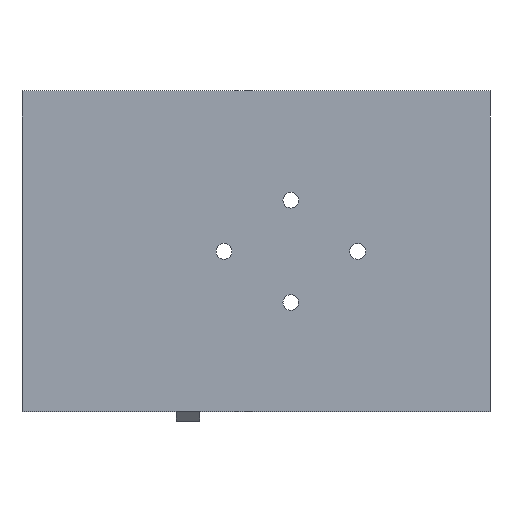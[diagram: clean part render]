
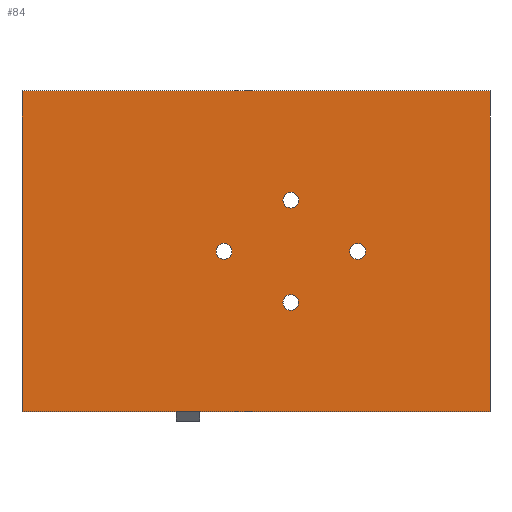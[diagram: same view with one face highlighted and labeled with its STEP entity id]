
A CAD part, front view. The second image highlights one B-rep face of the part: STEP entity #84.
In plain terms, the highlighted planar face has unit normal (0, -1, 0).
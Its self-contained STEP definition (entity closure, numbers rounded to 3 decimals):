
#26 = CIRCLE ( 'NONE', #2208, 1.7 ) ;
#39 = CARTESIAN_POINT ( 'NONE',  ( 42.825, 0., 34.5 ) ) ;
#52 = CARTESIAN_POINT ( 'NONE',  ( 14.375, 0., 0. ) ) ;
#61 = CARTESIAN_POINT ( 'NONE',  ( -57.825, 0., 34.5 ) ) ;
#84 = ADVANCED_FACE ( 'NONE', ( #1347, #1591, #2376, #981, #148 ), #1336, .F. ) ;
#100 = VERTEX_POINT ( 'NONE', #2192 ) ;
#101 = EDGE_CURVE ( 'NONE', #697, #2223, #1616, .T. ) ;
#113 = EDGE_LOOP ( 'NONE', ( #890, #1494, #2120, #556 ) ) ;
#123 = LINE ( 'NONE', #709, #1020 ) ;
#148 = FACE_BOUND ( 'NONE', #1425, .T. ) ;
#185 = VECTOR ( 'NONE', #894, 1000. ) ;
#195 = DIRECTION ( 'NONE',  ( 0., 0., -1. ) ) ;
#242 = AXIS2_PLACEMENT_3D ( 'NONE', #1164, #1333, #363 ) ;
#256 = CARTESIAN_POINT ( 'NONE',  ( 42.825, 0., 34.5 ) ) ;
#261 = DIRECTION ( 'NONE',  ( 0., 0., 1. ) ) ;
#302 = ORIENTED_EDGE ( 'NONE', *, *, #1933, .T. ) ;
#363 = DIRECTION ( 'NONE',  ( 0., 0., 1. ) ) ;
#367 = CIRCLE ( 'NONE', #242, 1.7 ) ;
#388 = ORIENTED_EDGE ( 'NONE', *, *, #2302, .T. ) ;
#476 = DIRECTION ( 'NONE',  ( 0., 1., 0. ) ) ;
#513 = VERTEX_POINT ( 'NONE', #731 ) ;
#540 = VERTEX_POINT ( 'NONE', #1988 ) ;
#541 = AXIS2_PLACEMENT_3D ( 'NONE', #612, #1048, #2233 ) ;
#556 = ORIENTED_EDGE ( 'NONE', *, *, #625, .F. ) ;
#557 = DIRECTION ( 'NONE',  ( 0., 1., 0. ) ) ;
#575 = ORIENTED_EDGE ( 'NONE', *, *, #1801, .T. ) ;
#583 = DIRECTION ( 'NONE',  ( 0., 0., 1. ) ) ;
#612 = CARTESIAN_POINT ( 'NONE',  ( 0., 0., -11. ) ) ;
#616 = EDGE_LOOP ( 'NONE', ( #1691, #388 ) ) ;
#625 = EDGE_CURVE ( 'NONE', #513, #1334, #1974, .T. ) ;
#642 = CARTESIAN_POINT ( 'NONE',  ( 14.375, 0., -1.7 ) ) ;
#668 = AXIS2_PLACEMENT_3D ( 'NONE', #980, #557, #794 ) ;
#670 = DIRECTION ( 'NONE',  ( 0., 0., -1. ) ) ;
#697 = VERTEX_POINT ( 'NONE', #642 ) ;
#703 = VERTEX_POINT ( 'NONE', #2280 ) ;
#709 = CARTESIAN_POINT ( 'NONE',  ( 42.825, 0., -34.5 ) ) ;
#723 = CARTESIAN_POINT ( 'NONE',  ( -14.375, 0., -1.7 ) ) ;
#725 = EDGE_LOOP ( 'NONE', ( #575, #302 ) ) ;
#731 = CARTESIAN_POINT ( 'NONE',  ( -57.825, 0., 34.5 ) ) ;
#794 = DIRECTION ( 'NONE',  ( 0., 0., -1. ) ) ;
#802 = CIRCLE ( 'NONE', #1301, 1.7 ) ;
#805 = EDGE_CURVE ( 'NONE', #1334, #540, #1459, .T. ) ;
#815 = ORIENTED_EDGE ( 'NONE', *, *, #2627, .T. ) ;
#818 = CARTESIAN_POINT ( 'NONE',  ( 14.375, 0., 1.7 ) ) ;
#834 = AXIS2_PLACEMENT_3D ( 'NONE', #2526, #1680, #902 ) ;
#877 = CIRCLE ( 'NONE', #541, 1.7 ) ;
#882 = EDGE_CURVE ( 'NONE', #1035, #513, #2143, .T. ) ;
#890 = ORIENTED_EDGE ( 'NONE', *, *, #882, .F. ) ;
#894 = DIRECTION ( 'NONE',  ( 0., 0., 1. ) ) ;
#902 = DIRECTION ( 'NONE',  ( 0., 0., 1. ) ) ;
#917 = CARTESIAN_POINT ( 'NONE',  ( 42.825, 0., 34.5 ) ) ;
#937 = DIRECTION ( 'NONE',  ( -1., 0., 0. ) ) ;
#965 = EDGE_CURVE ( 'NONE', #540, #1035, #123, .T. ) ;
#980 = CARTESIAN_POINT ( 'NONE',  ( 0., 0., 11. ) ) ;
#981 = FACE_BOUND ( 'NONE', #2034, .T. ) ;
#1020 = VECTOR ( 'NONE', #937, 1000. ) ;
#1028 = DIRECTION ( 'NONE',  ( 1., 0., 0. ) ) ;
#1035 = VERTEX_POINT ( 'NONE', #1804 ) ;
#1048 = DIRECTION ( 'NONE',  ( 0., 1., 0. ) ) ;
#1096 = ORIENTED_EDGE ( 'NONE', *, *, #101, .T. ) ;
#1164 = CARTESIAN_POINT ( 'NONE',  ( -14.375, 0., 0. ) ) ;
#1213 = CIRCLE ( 'NONE', #834, 1.7 ) ;
#1264 = CARTESIAN_POINT ( 'NONE',  ( 0., 0., -12.7 ) ) ;
#1301 = AXIS2_PLACEMENT_3D ( 'NONE', #52, #476, #670 ) ;
#1333 = DIRECTION ( 'NONE',  ( 0., 1., 0. ) ) ;
#1334 = VERTEX_POINT ( 'NONE', #917 ) ;
#1336 = PLANE ( 'NONE',  #1490 ) ;
#1346 = ORIENTED_EDGE ( 'NONE', *, *, #1864, .T. ) ;
#1347 = FACE_OUTER_BOUND ( 'NONE', #113, .T. ) ;
#1389 = CARTESIAN_POINT ( 'NONE',  ( 14.375, 0., 0. ) ) ;
#1394 = VERTEX_POINT ( 'NONE', #723 ) ;
#1425 = EDGE_LOOP ( 'NONE', ( #1630, #1346 ) ) ;
#1459 = LINE ( 'NONE', #39, #2265 ) ;
#1467 = CIRCLE ( 'NONE', #1636, 1.7 ) ;
#1490 = AXIS2_PLACEMENT_3D ( 'NONE', #2391, #2419, #583 ) ;
#1494 = ORIENTED_EDGE ( 'NONE', *, *, #965, .F. ) ;
#1506 = VERTEX_POINT ( 'NONE', #2019 ) ;
#1591 = FACE_BOUND ( 'NONE', #616, .T. ) ;
#1593 = VERTEX_POINT ( 'NONE', #2219 ) ;
#1616 = CIRCLE ( 'NONE', #2358, 1.7 ) ;
#1630 = ORIENTED_EDGE ( 'NONE', *, *, #2031, .T. ) ;
#1636 = AXIS2_PLACEMENT_3D ( 'NONE', #2288, #1711, #261 ) ;
#1680 = DIRECTION ( 'NONE',  ( 0., 1., 0. ) ) ;
#1691 = ORIENTED_EDGE ( 'NONE', *, *, #2198, .T. ) ;
#1711 = DIRECTION ( 'NONE',  ( 0., 1., 0. ) ) ;
#1801 = EDGE_CURVE ( 'NONE', #1876, #100, #877, .T. ) ;
#1804 = CARTESIAN_POINT ( 'NONE',  ( -57.825, 0., -34.5 ) ) ;
#1847 = DIRECTION ( 'NONE',  ( 0., 1., 0. ) ) ;
#1864 = EDGE_CURVE ( 'NONE', #703, #1394, #1467, .T. ) ;
#1876 = VERTEX_POINT ( 'NONE', #1264 ) ;
#1933 = EDGE_CURVE ( 'NONE', #100, #1876, #1213, .T. ) ;
#1964 = DIRECTION ( 'NONE',  ( 0., 1., 0. ) ) ;
#1974 = LINE ( 'NONE', #256, #2649 ) ;
#1988 = CARTESIAN_POINT ( 'NONE',  ( 42.825, 0., -34.5 ) ) ;
#2019 = CARTESIAN_POINT ( 'NONE',  ( 0., 0., 12.7 ) ) ;
#2031 = EDGE_CURVE ( 'NONE', #1394, #703, #367, .T. ) ;
#2034 = EDGE_LOOP ( 'NONE', ( #1096, #815 ) ) ;
#2088 = DIRECTION ( 'NONE',  ( 0., 0., -1. ) ) ;
#2120 = ORIENTED_EDGE ( 'NONE', *, *, #805, .F. ) ;
#2143 = LINE ( 'NONE', #61, #185 ) ;
#2192 = CARTESIAN_POINT ( 'NONE',  ( 0., 0., -9.3 ) ) ;
#2198 = EDGE_CURVE ( 'NONE', #1593, #1506, #26, .T. ) ;
#2208 = AXIS2_PLACEMENT_3D ( 'NONE', #2226, #1847, #195 ) ;
#2218 = DIRECTION ( 'NONE',  ( 0., 0., -1. ) ) ;
#2219 = CARTESIAN_POINT ( 'NONE',  ( 0., 0., 9.3 ) ) ;
#2223 = VERTEX_POINT ( 'NONE', #818 ) ;
#2226 = CARTESIAN_POINT ( 'NONE',  ( 0., 0., 11. ) ) ;
#2233 = DIRECTION ( 'NONE',  ( 0., 0., 1. ) ) ;
#2265 = VECTOR ( 'NONE', #2088, 1000. ) ;
#2280 = CARTESIAN_POINT ( 'NONE',  ( -14.375, 0., 1.7 ) ) ;
#2288 = CARTESIAN_POINT ( 'NONE',  ( -14.375, 0., 0. ) ) ;
#2302 = EDGE_CURVE ( 'NONE', #1506, #1593, #2554, .T. ) ;
#2358 = AXIS2_PLACEMENT_3D ( 'NONE', #1389, #1964, #2218 ) ;
#2376 = FACE_BOUND ( 'NONE', #725, .T. ) ;
#2391 = CARTESIAN_POINT ( 'NONE',  ( 0., 0., 0. ) ) ;
#2419 = DIRECTION ( 'NONE',  ( 0., 1., 0. ) ) ;
#2526 = CARTESIAN_POINT ( 'NONE',  ( 0., 0., -11. ) ) ;
#2554 = CIRCLE ( 'NONE', #668, 1.7 ) ;
#2627 = EDGE_CURVE ( 'NONE', #2223, #697, #802, .T. ) ;
#2649 = VECTOR ( 'NONE', #1028, 1000. ) ;
